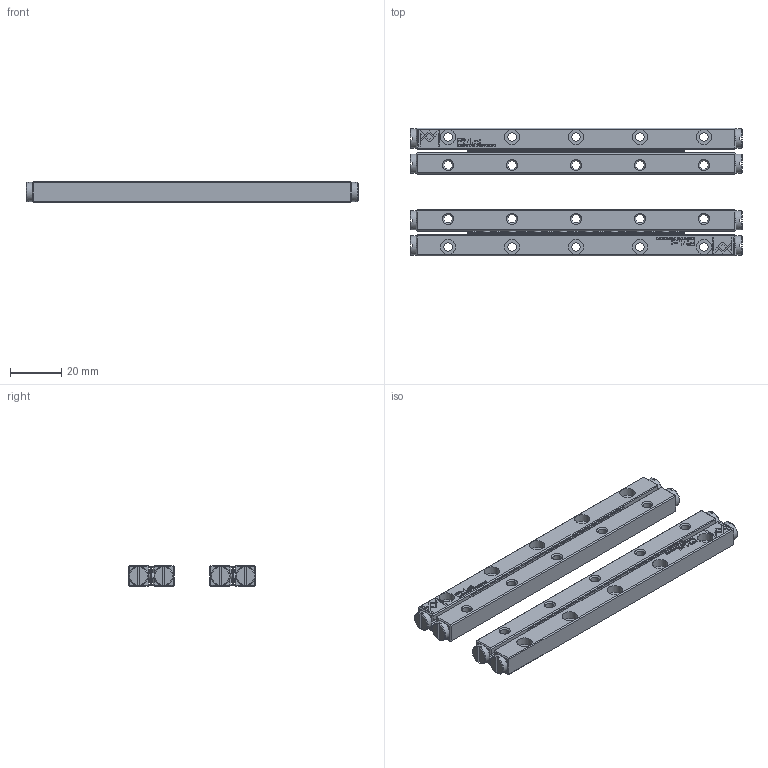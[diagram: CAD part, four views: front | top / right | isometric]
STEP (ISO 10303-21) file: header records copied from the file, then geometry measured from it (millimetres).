
FILE_DESCRIPTION(/* description */ (''),/* implementation_level */ '2;1');
FILE_NAME(/* name */ 'Set RSD-3125x17AA_stp.stp',/* time_stamp */ '2025-02-18T09:12:17+01:00',/* author */ (''),/* organization */ (''),/* preprocessor_version */ 'ST-DEVELOPER v16.7',/* originating_system */ 'SIEMENS PLM Software NX 12.0',/* authorisation */ '');
FILE_SCHEMA (('AUTOMOTIVE_DESIGN { 1 0 10303 214 3 1 1 1 }'));
Products named in the file (1): Set RSD-3125x17AA_stp
Bounding box: 129.8 x 50 x 8 mm (x, y, z)
Volume: 30590.4 mm3; surface area: 24773.9 mm2
Topology: 48 solids, 48 shells, 2678 faces, 6944 edges, 4522 vertices
Faces by surface type: plane 1600, cylinder 582, bspline 360, cone 136
Full cylindrical faces by diameter (mm): 2.6 x8, 3 x42, 3.2 x8, 3.3 x20, 6 x20, 7.5 x8
Entity records: 90006 total; most frequent: CARTESIAN_POINT 18803, ORIENTED_EDGE 13248, DIRECTION 11818, EDGE_CURVE 6624, LINE 4564, VECTOR 4564, VERTEX_POINT 4436, AXIS2_PLACEMENT_3D 3627
